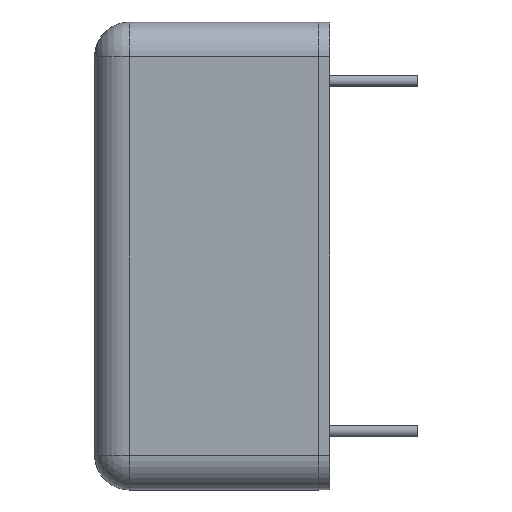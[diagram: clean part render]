
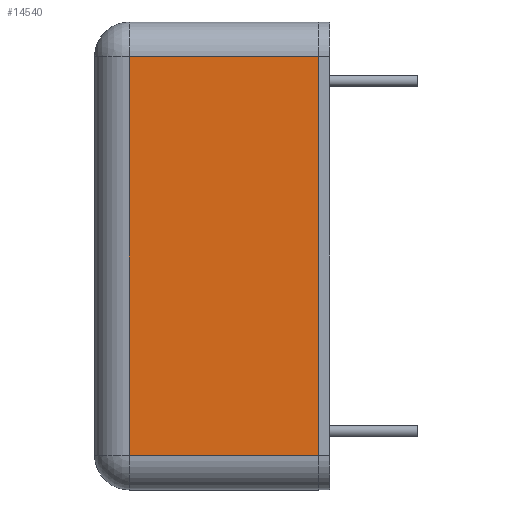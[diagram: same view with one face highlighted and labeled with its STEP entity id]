
A CAD part, left-side view. The second image highlights one B-rep face of the part: STEP entity #14540.
In plain terms, the highlighted face is planar.
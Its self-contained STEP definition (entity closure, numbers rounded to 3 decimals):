
#9 = DIRECTION ( 'NONE',  ( -1., 0., 0. ) ) ;
#393 = LINE ( 'NONE', #11580, #16498 ) ;
#606 = CARTESIAN_POINT ( 'NONE',  ( -8.65, 8.2, 15.9 ) ) ;
#726 = EDGE_CURVE ( 'NONE', #9213, #16841, #8958, .T. ) ;
#923 = ORIENTED_EDGE ( 'NONE', *, *, #6609, .T. ) ;
#2166 = ORIENTED_EDGE ( 'NONE', *, *, #726, .T. ) ;
#2913 = VERTEX_POINT ( 'NONE', #4823 ) ;
#3028 = VECTOR ( 'NONE', #7066, 1000. ) ;
#3999 = CARTESIAN_POINT ( 'NONE',  ( 8.65, 9.7, 15.9 ) ) ;
#4455 = VECTOR ( 'NONE', #13081, 1000. ) ;
#4823 = CARTESIAN_POINT ( 'NONE',  ( -8.65, 0., 15.9 ) ) ;
#5168 = DIRECTION ( 'NONE',  ( 1., 0., 0. ) ) ;
#5416 = EDGE_LOOP ( 'NONE', ( #8245, #923, #12358, #2166 ) ) ;
#5936 = DIRECTION ( 'NONE',  ( 0., 0., -1. ) ) ;
#6379 = AXIS2_PLACEMENT_3D ( 'NONE', #11258, #5936, #7194 ) ;
#6511 = CARTESIAN_POINT ( 'NONE',  ( 8.65, 0., 15.9 ) ) ;
#6609 = EDGE_CURVE ( 'NONE', #13385, #2913, #11431, .T. ) ;
#7066 = DIRECTION ( 'NONE',  ( 0., -1., 0. ) ) ;
#7194 = DIRECTION ( 'NONE',  ( -1., 0., 0. ) ) ;
#7649 = EDGE_CURVE ( 'NONE', #16841, #13385, #15451, .T. ) ;
#8245 = ORIENTED_EDGE ( 'NONE', *, *, #7649, .T. ) ;
#8958 = LINE ( 'NONE', #3999, #4455 ) ;
#9213 = VERTEX_POINT ( 'NONE', #6511 ) ;
#11247 = CARTESIAN_POINT ( 'NONE',  ( 8.65, 8.2, 15.9 ) ) ;
#11258 = CARTESIAN_POINT ( 'NONE',  ( -10.15, 9.7, 15.9 ) ) ;
#11431 = LINE ( 'NONE', #12428, #3028 ) ;
#11580 = CARTESIAN_POINT ( 'NONE',  ( -10.15, 0., 15.9 ) ) ;
#12358 = ORIENTED_EDGE ( 'NONE', *, *, #13491, .T. ) ;
#12428 = CARTESIAN_POINT ( 'NONE',  ( -8.65, 9.7, 15.9 ) ) ;
#12545 = PLANE ( 'NONE',  #6379 ) ;
#13081 = DIRECTION ( 'NONE',  ( 0., 1., 0. ) ) ;
#13385 = VERTEX_POINT ( 'NONE', #606 ) ;
#13491 = EDGE_CURVE ( 'NONE', #2913, #9213, #393, .T. ) ;
#14540 = ADVANCED_FACE ( 'NONE', ( #15649 ), #12545, .F. ) ;
#15451 = LINE ( 'NONE', #15470, #16455 ) ;
#15470 = CARTESIAN_POINT ( 'NONE',  ( -10.15, 8.2, 15.9 ) ) ;
#15649 = FACE_OUTER_BOUND ( 'NONE', #5416, .T. ) ;
#16455 = VECTOR ( 'NONE', #9, 1000. ) ;
#16498 = VECTOR ( 'NONE', #5168, 1000. ) ;
#16841 = VERTEX_POINT ( 'NONE', #11247 ) ;
